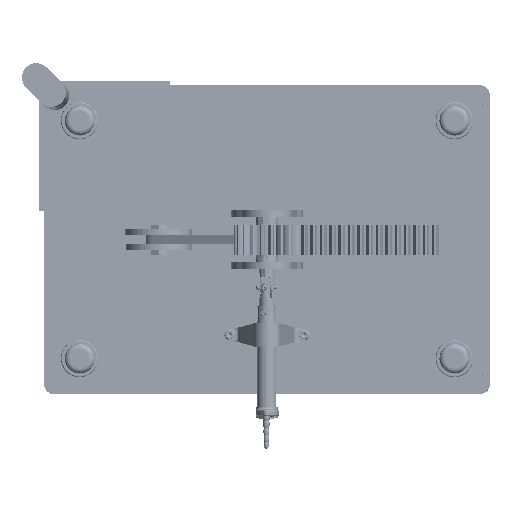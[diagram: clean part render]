
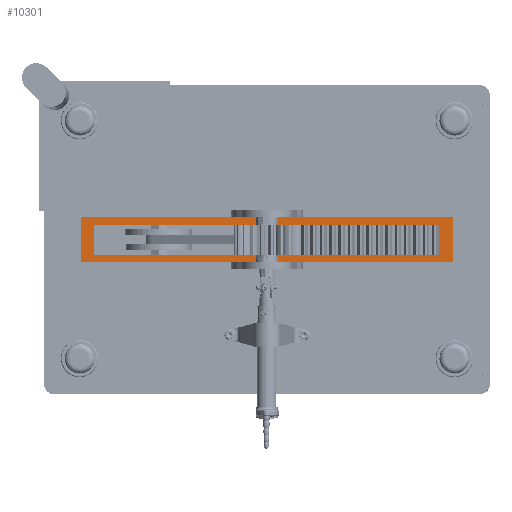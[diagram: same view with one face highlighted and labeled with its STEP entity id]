
A CAD part, front view. The second image highlights one B-rep face of the part: STEP entity #10301.
In plain terms, the highlighted free-form (B-spline) face has degree [1, 1] with [2, 2] control points.
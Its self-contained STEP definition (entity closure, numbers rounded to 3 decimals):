
#9922 = VERTEX_POINT('',#9923);
#9923 = CARTESIAN_POINT('',(-124.641,-40.508,
    -77.901));
#9928 = EDGE_CURVE('',#9929,#9922,#9931,.T.);
#9929 = VERTEX_POINT('',#9930);
#9930 = CARTESIAN_POINT('',(-649.171,-40.508,
    -77.901));
#9931 = B_SPLINE_CURVE_WITH_KNOTS('',1,(#9932,#9933),.UNSPECIFIED.,.F.,
  .F.,(2,2),(-625.,-120.),.PIECEWISE_BEZIER_KNOTS.);
#9932 = CARTESIAN_POINT('',(-649.171,-40.508,
    -77.901));
#9933 = CARTESIAN_POINT('',(-124.641,-40.508,
    -77.901));
#9950 = VERTEX_POINT('',#9951);
#9951 = CARTESIAN_POINT('',(124.641,-40.508,
    -77.901));
#9958 = VERTEX_POINT('',#9959);
#9959 = CARTESIAN_POINT('',(649.171,-40.508,
    -77.901));
#9964 = EDGE_CURVE('',#9950,#9958,#9965,.T.);
#9965 = B_SPLINE_CURVE_WITH_KNOTS('',1,(#9966,#9967),.UNSPECIFIED.,.F.,
  .F.,(2,2),(120.,625.),.PIECEWISE_BEZIER_KNOTS.);
#9966 = CARTESIAN_POINT('',(124.641,-40.508,
    -77.901));
#9967 = CARTESIAN_POINT('',(649.171,-40.508,
    -77.901));
#9979 = VERTEX_POINT('',#9980);
#9980 = CARTESIAN_POINT('',(124.641,-40.508,
    77.901));
#9985 = EDGE_CURVE('',#9979,#9986,#9988,.T.);
#9986 = VERTEX_POINT('',#9987);
#9987 = CARTESIAN_POINT('',(649.171,-40.508,
    77.901));
#9988 = B_SPLINE_CURVE_WITH_KNOTS('',1,(#9989,#9990),.UNSPECIFIED.,.F.,
  .F.,(2,2),(120.,625.),.PIECEWISE_BEZIER_KNOTS.);
#9989 = CARTESIAN_POINT('',(124.641,-40.508,
    77.901));
#9990 = CARTESIAN_POINT('',(649.171,-40.508,
    77.901));
#10301 = ADVANCED_FACE('',(#10302,#10336),#10366,.F.);
#10302 = FACE_BOUND('',#10303,.T.);
#10303 = EDGE_LOOP('',(#10304,#10305,#10310,#10311,#10316,#10317,#10324,
    #10331));
#10304 = ORIENTED_EDGE('',*,*,#9928,.T.);
#10305 = ORIENTED_EDGE('',*,*,#10306,.T.);
#10306 = EDGE_CURVE('',#9922,#9950,#10307,.T.);
#10307 = B_SPLINE_CURVE_WITH_KNOTS('',1,(#10308,#10309),.UNSPECIFIED.,
  .F.,.F.,(2,2),(-120.,120.),.PIECEWISE_BEZIER_KNOTS.);
#10308 = CARTESIAN_POINT('',(-124.641,-40.508,
    -77.901));
#10309 = CARTESIAN_POINT('',(124.641,-40.508,
    -77.901));
#10310 = ORIENTED_EDGE('',*,*,#9964,.T.);
#10311 = ORIENTED_EDGE('',*,*,#10312,.F.);
#10312 = EDGE_CURVE('',#9986,#9958,#10313,.T.);
#10313 = B_SPLINE_CURVE_WITH_KNOTS('',1,(#10314,#10315),.UNSPECIFIED.,
  .F.,.F.,(2,2),(-0.,150.),.PIECEWISE_BEZIER_KNOTS.);
#10314 = CARTESIAN_POINT('',(649.171,-40.508,
    77.901));
#10315 = CARTESIAN_POINT('',(649.171,-40.508,
    -77.901));
#10316 = ORIENTED_EDGE('',*,*,#9985,.F.);
#10317 = ORIENTED_EDGE('',*,*,#10318,.F.);
#10318 = EDGE_CURVE('',#10319,#9979,#10321,.T.);
#10319 = VERTEX_POINT('',#10320);
#10320 = CARTESIAN_POINT('',(-124.641,-40.508,
    77.901));
#10321 = B_SPLINE_CURVE_WITH_KNOTS('',1,(#10322,#10323),.UNSPECIFIED.,
  .F.,.F.,(2,2),(-120.,120.),.PIECEWISE_BEZIER_KNOTS.);
#10322 = CARTESIAN_POINT('',(-124.641,-40.508,
    77.901));
#10323 = CARTESIAN_POINT('',(124.641,-40.508,
    77.901));
#10324 = ORIENTED_EDGE('',*,*,#10325,.F.);
#10325 = EDGE_CURVE('',#10326,#10319,#10328,.T.);
#10326 = VERTEX_POINT('',#10327);
#10327 = CARTESIAN_POINT('',(-649.171,-40.508,
    77.901));
#10328 = B_SPLINE_CURVE_WITH_KNOTS('',1,(#10329,#10330),.UNSPECIFIED.,
  .F.,.F.,(2,2),(-625.,-120.),.PIECEWISE_BEZIER_KNOTS.);
#10329 = CARTESIAN_POINT('',(-649.171,-40.508,
    77.901));
#10330 = CARTESIAN_POINT('',(-124.641,-40.508,
    77.901));
#10331 = ORIENTED_EDGE('',*,*,#10332,.T.);
#10332 = EDGE_CURVE('',#10326,#9929,#10333,.T.);
#10333 = B_SPLINE_CURVE_WITH_KNOTS('',1,(#10334,#10335),.UNSPECIFIED.,
  .F.,.F.,(2,2),(-0.,150.),.PIECEWISE_BEZIER_KNOTS.);
#10334 = CARTESIAN_POINT('',(-649.171,-40.508,
    77.901));
#10335 = CARTESIAN_POINT('',(-649.171,-40.508,
    -77.901));
#10336 = FACE_BOUND('',#10337,.T.);
#10337 = EDGE_LOOP('',(#10338,#10347,#10354,#10361));
#10338 = ORIENTED_EDGE('',*,*,#10339,.F.);
#10339 = EDGE_CURVE('',#10340,#10342,#10344,.T.);
#10340 = VERTEX_POINT('',#10341);
#10341 = CARTESIAN_POINT('',(-602.431,-40.508,
    -51.934));
#10342 = VERTEX_POINT('',#10343);
#10343 = CARTESIAN_POINT('',(602.431,-40.508,
    -51.934));
#10344 = B_SPLINE_CURVE_WITH_KNOTS('',1,(#10345,#10346),.UNSPECIFIED.,
  .F.,.F.,(2,2),(-580.,580.),.PIECEWISE_BEZIER_KNOTS.);
#10345 = CARTESIAN_POINT('',(-602.431,-40.508,
    -51.934));
#10346 = CARTESIAN_POINT('',(602.431,-40.508,
    -51.934));
#10347 = ORIENTED_EDGE('',*,*,#10348,.T.);
#10348 = EDGE_CURVE('',#10340,#10349,#10351,.T.);
#10349 = VERTEX_POINT('',#10350);
#10350 = CARTESIAN_POINT('',(-602.431,-40.508,
    51.934));
#10351 = B_SPLINE_CURVE_WITH_KNOTS('',1,(#10352,#10353),.UNSPECIFIED.,
  .F.,.F.,(2,2),(0.,100.),.PIECEWISE_BEZIER_KNOTS.);
#10352 = CARTESIAN_POINT('',(-602.431,-40.508,
    -51.934));
#10353 = CARTESIAN_POINT('',(-602.431,-40.508,
    51.934));
#10354 = ORIENTED_EDGE('',*,*,#10355,.T.);
#10355 = EDGE_CURVE('',#10349,#10356,#10358,.T.);
#10356 = VERTEX_POINT('',#10357);
#10357 = CARTESIAN_POINT('',(602.431,-40.508,
    51.934));
#10358 = B_SPLINE_CURVE_WITH_KNOTS('',1,(#10359,#10360),.UNSPECIFIED.,
  .F.,.F.,(2,2),(-580.,580.),.PIECEWISE_BEZIER_KNOTS.);
#10359 = CARTESIAN_POINT('',(-602.431,-40.508,
    51.934));
#10360 = CARTESIAN_POINT('',(602.431,-40.508,
    51.934));
#10361 = ORIENTED_EDGE('',*,*,#10362,.F.);
#10362 = EDGE_CURVE('',#10342,#10356,#10363,.T.);
#10363 = B_SPLINE_CURVE_WITH_KNOTS('',1,(#10364,#10365),.UNSPECIFIED.,
  .F.,.F.,(2,2),(0.,100.),.PIECEWISE_BEZIER_KNOTS.);
#10364 = CARTESIAN_POINT('',(602.431,-40.508,
    -51.934));
#10365 = CARTESIAN_POINT('',(602.431,-40.508,
    51.934));
#10366 = B_SPLINE_SURFACE_WITH_KNOTS('',1,1,(
    (#10367,#10368)
    ,(#10369,#10370
  )),.UNSPECIFIED.,.F.,.F.,.F.,(2,2),(2,2),(-625.,625.),(-150.,0.),
  .PIECEWISE_BEZIER_KNOTS.);
#10367 = CARTESIAN_POINT('',(649.171,-40.508,
    -77.901));
#10368 = CARTESIAN_POINT('',(649.171,-40.508,
    77.901));
#10369 = CARTESIAN_POINT('',(-649.171,-40.508,
    -77.901));
#10370 = CARTESIAN_POINT('',(-649.171,-40.508,
    77.901));
